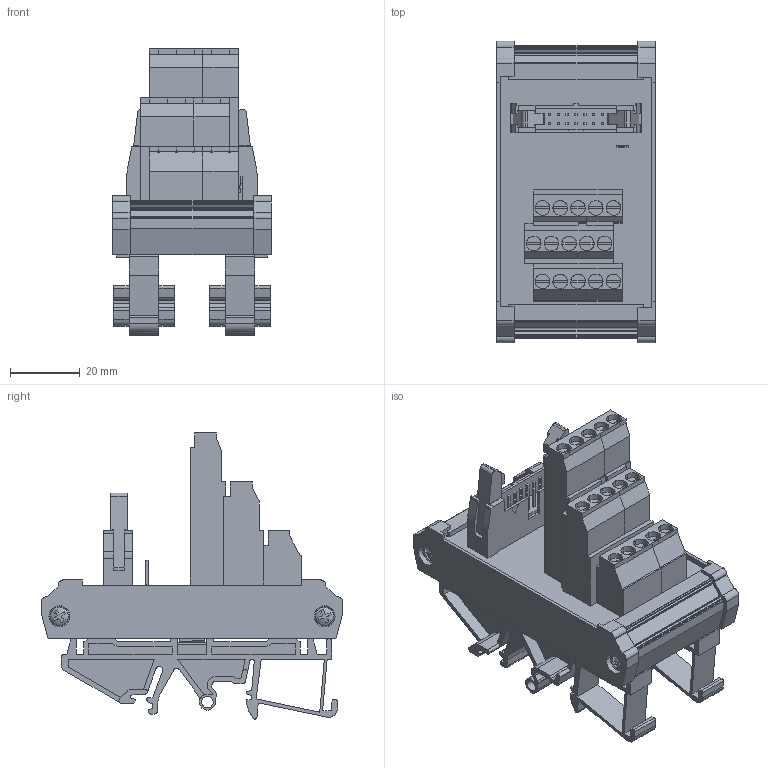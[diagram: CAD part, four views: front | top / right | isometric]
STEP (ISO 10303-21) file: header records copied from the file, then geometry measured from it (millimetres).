
FILE_DESCRIPTION(('CATIA V5R22 STEP214','CAx-IF Rec.Pracs.--- Model Styling and Organization---1.4--- 2014-01-23'),'2;1');
FILE_NAME ('031861-1_0', '2021-10-18T11:10:35+00:00', ('Weidmueller Interface'), ('Weidmueller'), 'CATIA Version 5-6 Release 2016 SP3 HF44', 'CATIA V5 STEP AP214', 'none');
FILE_SCHEMA(('AUTOMOTIVE_DESIGN { 1 0 10303 214 1 1 1 1 }'));
Length unit declared in the file: millimetre
Products named in the file (1): 8012860000_RS F14 LP3R 3_14
Bounding box: 45.5 x 86.4 x 81.95 mm (x, y, z)
Volume: 57772.5 mm3; surface area: 50371.6 mm2
Topology: 1 solids, 5 shells, 1417 faces, 4113 edges, 2709 vertices
Faces by surface type: plane 1058, cylinder 343, torus 8, sphere 8
Entity records: 49936 total; most frequent: CARTESIAN_POINT 11723, ORIENTED_EDGE 8226, DIRECTION 6576, EDGE_CURVE 4113, VECTOR 3193, LINE 3193, VERTEX_POINT 2709, AXIS2_PLACEMENT_3D 1969
